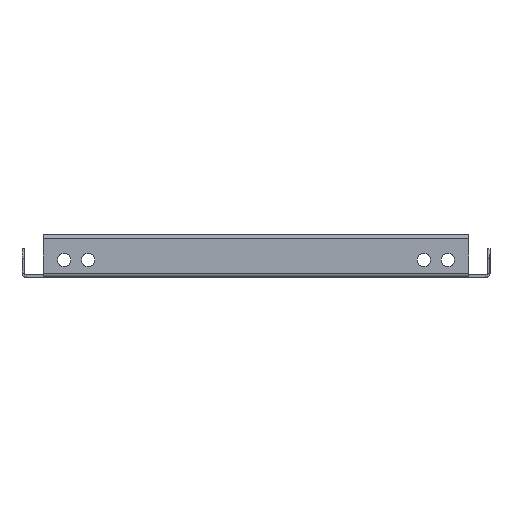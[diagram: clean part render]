
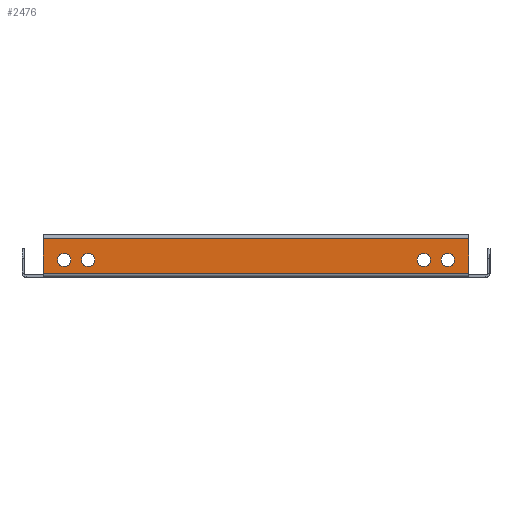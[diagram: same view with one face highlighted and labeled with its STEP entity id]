
A CAD part, left-side view. The second image highlights one B-rep face of the part: STEP entity #2476.
In plain terms, the highlighted planar face has unit normal (-1, 0, 0).
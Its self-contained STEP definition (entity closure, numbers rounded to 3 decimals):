
#107 = ORIENTED_EDGE ( 'NONE', *, *, #1235, .T. ) ;
#118 = CIRCLE ( 'NONE', #3713, 3.45 ) ;
#128 = VERTEX_POINT ( 'NONE', #784 ) ;
#220 = LINE ( 'NONE', #5320, #1834 ) ;
#223 = CARTESIAN_POINT ( 'NONE',  ( -121.7, -100., 7.8 ) ) ;
#285 = DIRECTION ( 'NONE',  ( 1., 0., 0. ) ) ;
#324 = CARTESIAN_POINT ( 'NONE',  ( -121.7, 100., 7.8 ) ) ;
#393 = CIRCLE ( 'NONE', #3216, 3.45 ) ;
#394 = DIRECTION ( 'NONE',  ( -1., 0., 0. ) ) ;
#476 = ORIENTED_EDGE ( 'NONE', *, *, #2282, .T. ) ;
#784 = CARTESIAN_POINT ( 'NONE',  ( -121.7, -87.5, 11.25 ) ) ;
#799 = EDGE_LOOP ( 'NONE', ( #1060, #476 ) ) ;
#908 = PLANE ( 'NONE',  #1668 ) ;
#1025 = DIRECTION ( 'NONE',  ( 0., 0., -1. ) ) ;
#1050 = VERTEX_POINT ( 'NONE', #2141 ) ;
#1051 = CARTESIAN_POINT ( 'NONE',  ( -121.7, 87.5, 7.8 ) ) ;
#1060 = ORIENTED_EDGE ( 'NONE', *, *, #3475, .T. ) ;
#1064 = EDGE_CURVE ( 'NONE', #1050, #2337, #220, .T. ) ;
#1066 = EDGE_CURVE ( 'NONE', #2337, #4408, #5162, .T. ) ;
#1128 = EDGE_CURVE ( 'NONE', #3820, #2463, #5532, .T. ) ;
#1211 = AXIS2_PLACEMENT_3D ( 'NONE', #1051, #5093, #4664 ) ;
#1235 = EDGE_CURVE ( 'NONE', #1721, #1480, #1969, .T. ) ;
#1280 = DIRECTION ( 'NONE',  ( 0., -1., 0. ) ) ;
#1345 = ORIENTED_EDGE ( 'NONE', *, *, #4792, .T. ) ;
#1351 = DIRECTION ( 'NONE',  ( 1., 0., 0. ) ) ;
#1426 = ORIENTED_EDGE ( 'NONE', *, *, #3898, .T. ) ;
#1469 = DIRECTION ( 'NONE',  ( 1., 0., 0. ) ) ;
#1480 = VERTEX_POINT ( 'NONE', #4416 ) ;
#1512 = ORIENTED_EDGE ( 'NONE', *, *, #1064, .T. ) ;
#1534 = FACE_BOUND ( 'NONE', #799, .T. ) ;
#1616 = VERTEX_POINT ( 'NONE', #3738 ) ;
#1624 = EDGE_LOOP ( 'NONE', ( #3046, #1345 ) ) ;
#1643 = ORIENTED_EDGE ( 'NONE', *, *, #1128, .T. ) ;
#1663 = DIRECTION ( 'NONE',  ( 0., 0., -1. ) ) ;
#1668 = AXIS2_PLACEMENT_3D ( 'NONE', #5775, #394, #1755 ) ;
#1715 = EDGE_CURVE ( 'NONE', #2327, #1050, #2233, .T. ) ;
#1721 = VERTEX_POINT ( 'NONE', #3295 ) ;
#1755 = DIRECTION ( 'NONE',  ( 0., 0., 1. ) ) ;
#1765 = ORIENTED_EDGE ( 'NONE', *, *, #2707, .T. ) ;
#1834 = VECTOR ( 'NONE', #1280, 1000. ) ;
#1872 = LINE ( 'NONE', #5269, #4210 ) ;
#1886 = CARTESIAN_POINT ( 'NONE',  ( -121.7, -87.5, 7.8 ) ) ;
#1969 = CIRCLE ( 'NONE', #3325, 3.45 ) ;
#2077 = EDGE_LOOP ( 'NONE', ( #4996, #1512, #3118, #1426 ) ) ;
#2141 = CARTESIAN_POINT ( 'NONE',  ( -121.7, 110.8, 1. ) ) ;
#2233 = LINE ( 'NONE', #4249, #5096 ) ;
#2282 = EDGE_CURVE ( 'NONE', #128, #1616, #5088, .T. ) ;
#2313 = DIRECTION ( 'NONE',  ( 1., 0., 0. ) ) ;
#2327 = VERTEX_POINT ( 'NONE', #4584 ) ;
#2331 = CIRCLE ( 'NONE', #3725, 3.45 ) ;
#2337 = VERTEX_POINT ( 'NONE', #4630 ) ;
#2430 = AXIS2_PLACEMENT_3D ( 'NONE', #324, #285, #1663 ) ;
#2463 = VERTEX_POINT ( 'NONE', #2640 ) ;
#2476 = ADVANCED_FACE ( 'NONE', ( #2727, #1534, #2937, #2574, #3233 ), #908, .T. ) ;
#2536 = AXIS2_PLACEMENT_3D ( 'NONE', #4600, #2313, #1025 ) ;
#2574 = FACE_BOUND ( 'NONE', #3200, .T. ) ;
#2589 = VERTEX_POINT ( 'NONE', #4889 ) ;
#2628 = CARTESIAN_POINT ( 'NONE',  ( -121.7, -110.8, 0. ) ) ;
#2640 = CARTESIAN_POINT ( 'NONE',  ( -121.7, 87.5, 4.35 ) ) ;
#2656 = DIRECTION ( 'NONE',  ( 0., 0., -1. ) ) ;
#2707 = EDGE_CURVE ( 'NONE', #1480, #1721, #118, .T. ) ;
#2710 = CARTESIAN_POINT ( 'NONE',  ( -121.7, 87.5, 7.8 ) ) ;
#2727 = FACE_BOUND ( 'NONE', #1624, .T. ) ;
#2779 = VERTEX_POINT ( 'NONE', #4079 ) ;
#2935 = EDGE_LOOP ( 'NONE', ( #4748, #1643 ) ) ;
#2937 = FACE_BOUND ( 'NONE', #2935, .T. ) ;
#3046 = ORIENTED_EDGE ( 'NONE', *, *, #3337, .T. ) ;
#3100 = DIRECTION ( 'NONE',  ( 1., 0., 0. ) ) ;
#3118 = ORIENTED_EDGE ( 'NONE', *, *, #1066, .T. ) ;
#3121 = CARTESIAN_POINT ( 'NONE',  ( -121.7, -100., 7.8 ) ) ;
#3200 = EDGE_LOOP ( 'NONE', ( #1765, #107 ) ) ;
#3216 = AXIS2_PLACEMENT_3D ( 'NONE', #1886, #1469, #4153 ) ;
#3233 = FACE_OUTER_BOUND ( 'NONE', #2077, .T. ) ;
#3295 = CARTESIAN_POINT ( 'NONE',  ( -121.7, -100., 11.25 ) ) ;
#3325 = AXIS2_PLACEMENT_3D ( 'NONE', #223, #4712, #5619 ) ;
#3337 = EDGE_CURVE ( 'NONE', #2589, #2779, #4221, .T. ) ;
#3475 = EDGE_CURVE ( 'NONE', #1616, #128, #393, .T. ) ;
#3545 = CIRCLE ( 'NONE', #1211, 3.45 ) ;
#3713 = AXIS2_PLACEMENT_3D ( 'NONE', #3121, #3100, #4013 ) ;
#3725 = AXIS2_PLACEMENT_3D ( 'NONE', #4501, #1351, #2656 ) ;
#3738 = CARTESIAN_POINT ( 'NONE',  ( -121.7, -87.5, 4.35 ) ) ;
#3820 = VERTEX_POINT ( 'NONE', #5684 ) ;
#3898 = EDGE_CURVE ( 'NONE', #4408, #2327, #1872, .T. ) ;
#4013 = DIRECTION ( 'NONE',  ( 0., 0., -1. ) ) ;
#4021 = DIRECTION ( 'NONE',  ( 0., 1., 0. ) ) ;
#4027 = VECTOR ( 'NONE', #5408, 1000. ) ;
#4076 = DIRECTION ( 'NONE',  ( 1., 0., 0. ) ) ;
#4079 = CARTESIAN_POINT ( 'NONE',  ( -121.7, 100., 11.25 ) ) ;
#4129 = CARTESIAN_POINT ( 'NONE',  ( -121.7, -110.8, 18.8 ) ) ;
#4153 = DIRECTION ( 'NONE',  ( 0., 0., -1. ) ) ;
#4210 = VECTOR ( 'NONE', #4021, 1000. ) ;
#4221 = CIRCLE ( 'NONE', #2430, 3.45 ) ;
#4227 = DIRECTION ( 'NONE',  ( 0., 0., -1. ) ) ;
#4249 = CARTESIAN_POINT ( 'NONE',  ( -121.7, 110.8, 0. ) ) ;
#4408 = VERTEX_POINT ( 'NONE', #4129 ) ;
#4416 = CARTESIAN_POINT ( 'NONE',  ( -121.7, -100., 4.35 ) ) ;
#4501 = CARTESIAN_POINT ( 'NONE',  ( -121.7, 100., 7.8 ) ) ;
#4508 = DIRECTION ( 'NONE',  ( 0., 0., -1. ) ) ;
#4584 = CARTESIAN_POINT ( 'NONE',  ( -121.7, 110.8, 18.8 ) ) ;
#4600 = CARTESIAN_POINT ( 'NONE',  ( -121.7, -87.5, 7.8 ) ) ;
#4614 = AXIS2_PLACEMENT_3D ( 'NONE', #2710, #4076, #4508 ) ;
#4630 = CARTESIAN_POINT ( 'NONE',  ( -121.7, -110.8, 1. ) ) ;
#4664 = DIRECTION ( 'NONE',  ( 0., 0., -1. ) ) ;
#4712 = DIRECTION ( 'NONE',  ( 1., 0., 0. ) ) ;
#4748 = ORIENTED_EDGE ( 'NONE', *, *, #5344, .T. ) ;
#4792 = EDGE_CURVE ( 'NONE', #2779, #2589, #2331, .T. ) ;
#4889 = CARTESIAN_POINT ( 'NONE',  ( -121.7, 100., 4.35 ) ) ;
#4996 = ORIENTED_EDGE ( 'NONE', *, *, #1715, .T. ) ;
#5088 = CIRCLE ( 'NONE', #2536, 3.45 ) ;
#5093 = DIRECTION ( 'NONE',  ( 1., 0., 0. ) ) ;
#5096 = VECTOR ( 'NONE', #4227, 1000. ) ;
#5162 = LINE ( 'NONE', #2628, #4027 ) ;
#5269 = CARTESIAN_POINT ( 'NONE',  ( -121.7, 0., 18.8 ) ) ;
#5320 = CARTESIAN_POINT ( 'NONE',  ( -121.7, 0., 1. ) ) ;
#5344 = EDGE_CURVE ( 'NONE', #2463, #3820, #3545, .T. ) ;
#5408 = DIRECTION ( 'NONE',  ( 0., 0., 1. ) ) ;
#5532 = CIRCLE ( 'NONE', #4614, 3.45 ) ;
#5619 = DIRECTION ( 'NONE',  ( 0., 0., -1. ) ) ;
#5684 = CARTESIAN_POINT ( 'NONE',  ( -121.7, 87.5, 11.25 ) ) ;
#5775 = CARTESIAN_POINT ( 'NONE',  ( -121.7, 0., 0. ) ) ;
